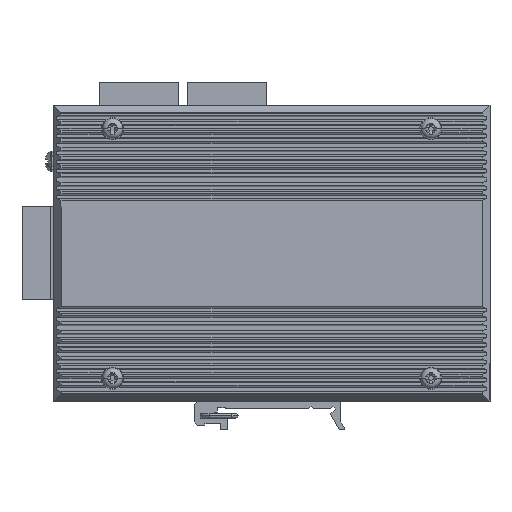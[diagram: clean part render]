
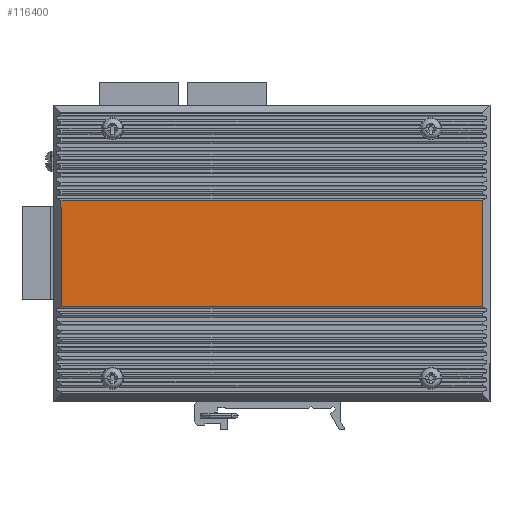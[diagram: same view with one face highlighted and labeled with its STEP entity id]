
A CAD part, front view. The second image highlights one B-rep face of the part: STEP entity #116400.
In plain terms, the highlighted planar face has unit normal (0, -1, 0).
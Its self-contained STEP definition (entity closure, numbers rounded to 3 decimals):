
#50681 = DIRECTION ( 'NONE',  ( 0., 0., 1. ) ) ;
#50682 = VECTOR ( 'NONE', #50681, 1000. ) ;
#50683 = CARTESIAN_POINT ( 'NONE',  ( -66.5, -4.3, 47.5 ) ) ;
#50684 = LINE ( 'NONE', #50683, #50682 ) ;
#50685 = CARTESIAN_POINT ( 'NONE',  ( -66.5, -4.3, 17.118 ) ) ;
#50686 = DIRECTION ( 'NONE',  ( 1., 0., 0. ) ) ;
#50687 = VECTOR ( 'NONE', #50686, 1000. ) ;
#50688 = CARTESIAN_POINT ( 'NONE',  ( 71., -4.3, 17.118 ) ) ;
#50689 = LINE ( 'NONE', #50688, #50687 ) ;
#50690 = CARTESIAN_POINT ( 'NONE',  ( 68.5, -4.3, 17.118 ) ) ;
#50691 = DIRECTION ( 'NONE',  ( 0., 0., 1. ) ) ;
#50692 = VECTOR ( 'NONE', #50691, 1000. ) ;
#50693 = CARTESIAN_POINT ( 'NONE',  ( 68.5, -4.3, 47.5 ) ) ;
#50694 = LINE ( 'NONE', #50693, #50692 ) ;
#50695 = DIRECTION ( 'NONE',  ( 0., 0., -1. ) ) ;
#50696 = DIRECTION ( 'NONE',  ( 0., -1., 0. ) ) ;
#50697 = CARTESIAN_POINT ( 'NONE',  ( -69., -4.3, 47.5 ) ) ;
#50698 = AXIS2_PLACEMENT_3D ( 'NONE', #50697, #50696, #50695 ) ;
#50699 = PLANE ( 'NONE',  #50698 ) ;
#50700 = FACE_OUTER_BOUND ( 'NONE', #116402, .T. ) ;
#50719 = CARTESIAN_POINT ( 'NONE',  ( -66.5, -4.3, -17.118 ) ) ;
#50720 = DIRECTION ( 'NONE',  ( 1., 0., 0. ) ) ;
#50721 = VECTOR ( 'NONE', #50720, 1000. ) ;
#50722 = CARTESIAN_POINT ( 'NONE',  ( -69., -4.3, -17.118 ) ) ;
#50723 = LINE ( 'NONE', #50722, #50721 ) ;
#50724 = CARTESIAN_POINT ( 'NONE',  ( 68.5, -4.3, -17.118 ) ) ;
#116400 = ADVANCED_FACE ( 'NONE', ( #50700 ), #50699, .T. ) ;
#116402 = EDGE_LOOP ( 'NONE', ( #116404, #116409, #116414, #116418 ) ) ;
#116404 = ORIENTED_EDGE ( 'NONE', *, *, #116406, .T. ) ;
#116406 = EDGE_CURVE ( 'NONE', #116439, #116407, #50694, .T. ) ;
#116407 = VERTEX_POINT ( 'NONE', #50690 ) ;
#116409 = ORIENTED_EDGE ( 'NONE', *, *, #116411, .F. ) ;
#116411 = EDGE_CURVE ( 'NONE', #116412, #116407, #50689, .T. ) ;
#116412 = VERTEX_POINT ( 'NONE', #50685 ) ;
#116414 = ORIENTED_EDGE ( 'NONE', *, *, #116416, .F. ) ;
#116416 = EDGE_CURVE ( 'NONE', #116444, #116412, #50684, .T. ) ;
#116418 = ORIENTED_EDGE ( 'NONE', *, *, #116443, .T. ) ;
#116439 = VERTEX_POINT ( 'NONE', #50724 ) ;
#116443 = EDGE_CURVE ( 'NONE', #116444, #116439, #50723, .T. ) ;
#116444 = VERTEX_POINT ( 'NONE', #50719 ) ;
